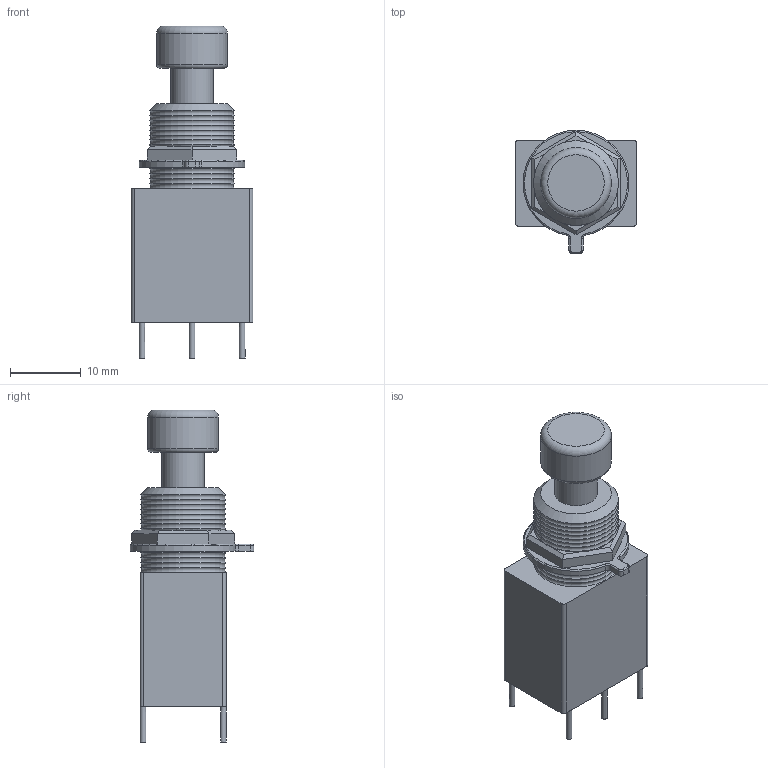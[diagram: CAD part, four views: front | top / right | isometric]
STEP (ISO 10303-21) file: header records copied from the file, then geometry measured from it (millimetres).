
FILE_DESCRIPTION(/* description */ (''),/* implementation_level */ '2;1');
FILE_NAME(/* name */ 'dpdt_switch.step',/* time_stamp */ '2021-08-20T17:36:05-04:00',/* author */ (''),/* organization */ (''),/* preprocessor_version */ 'ST-DEVELOPER v18.1',/* originating_system */ 'Autodesk Translation Framework v10.9.0.1377',/* authorisation */ '');
FILE_SCHEMA (('AUTOMOTIVE_DESIGN { 1 0 10303 214 3 1 1 }'));
Length unit declared in the file: millimetre
Products named in the file (3): switch; Default; Component2
Assembly tree (2 placements, depth 2):
  switch
    Default
    Component2
Bounding box: 17.2 x 17.5 x 47.02 mm (x, y, z)
Volume: 6026.5 mm3; surface area: 2916.9 mm2
Topology: 10 solids, 10 shells, 92 faces, 200 edges, 117 vertices
Faces by surface type: plane 39, torus 20, bspline 18, cylinder 14, cone 1
Full cylindrical faces by diameter (mm): 6 x1, 10 x1
Entity records: 3579 total; most frequent: CARTESIAN_POINT 1597, DIRECTION 388, ORIENTED_EDGE 376, EDGE_CURVE 188, AXIS2_PLACEMENT_3D 158, VERTEX_POINT 117, EDGE_LOOP 93, FACE_OUTER_BOUND 92
